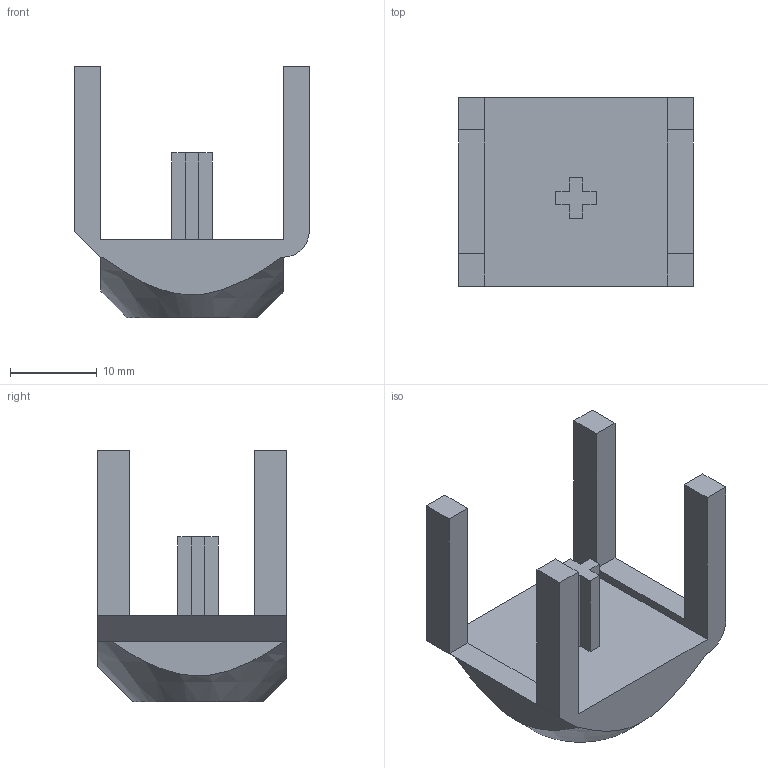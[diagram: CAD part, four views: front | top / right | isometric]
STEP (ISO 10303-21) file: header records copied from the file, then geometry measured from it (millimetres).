
FILE_DESCRIPTION(/* description */ (''),/* implementation_level */ '2;1');
FILE_NAME(/* name */ 'Pen to touch v4.step',/* time_stamp */ '2022-12-06T00:17:00-05:00',/* author */ (''),/* organization */ (''),/* preprocessor_version */ 'ST-DEVELOPER v19.2',/* originating_system */ 'Autodesk Translation Framework v11.17.0.187',/* authorisation */ '');
FILE_SCHEMA (('AUTOMOTIVE_DESIGN { 1 0 10303 214 3 1 1 }'));
Length unit declared in the file: millimetre
Products named in the file (1): Pen to touch
Bounding box: 27 x 21.7 x 29 mm (x, y, z)
Volume: 3868.9 mm3; surface area: 3258.3 mm2
Topology: 1 solids, 1 shells, 55 faces, 145 edges, 94 vertices
Faces by surface type: plane 41, cylinder 11, bspline 2, cone 1
Full cylindrical faces by diameter (mm): 10.674 x3, 12.226 x3
Entity records: 2579 total; most frequent: CARTESIAN_POINT 1241, ORIENTED_EDGE 290, DIRECTION 237, EDGE_CURVE 145, LINE 105, VECTOR 105, VERTEX_POINT 94, AXIS2_PLACEMENT_3D 66
